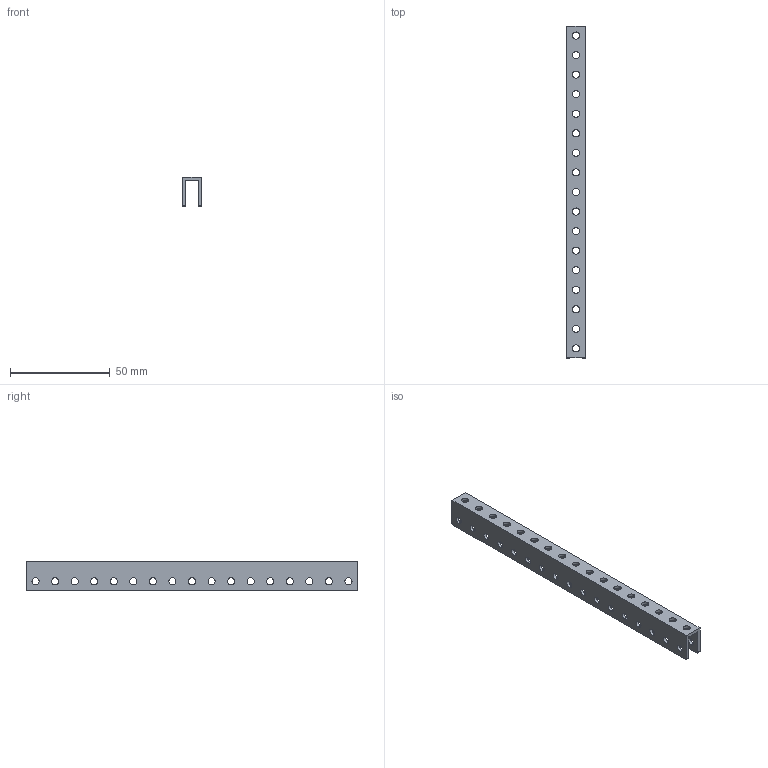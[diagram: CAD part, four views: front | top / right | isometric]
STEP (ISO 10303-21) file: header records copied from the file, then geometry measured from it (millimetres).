
FILE_DESCRIPTION (( 'STEP AP203' ), '1' );
FILE_NAME ('585392.STEP', '2014-07-14T19:35:21', ( 'Kyle' ), ( 'Microsoft' ), 'SwSTEP 2.0', 'SolidWorks 2014', '' );
FILE_SCHEMA (( 'CONFIG_CONTROL_DESIGN' ));
Length unit declared in the file: inch
Products named in the file (1): 585392
Bounding box: 9.4 x 165.99 x 14.86 mm (x, y, z)
Volume: 8351.6 mm3; surface area: 12442.6 mm2
Topology: 1 solids, 1 shells, 116 faces, 342 edges, 228 vertices
Faces by surface type: cylinder 106, plane 10
Entity records: 4281 total; most frequent: DIRECTION 788, CARTESIAN_POINT 687, ORIENTED_EDGE 684, EDGE_CURVE 342, AXIS2_PLACEMENT_3D 329, VERTEX_POINT 228, EDGE_LOOP 218, CIRCLE 212
